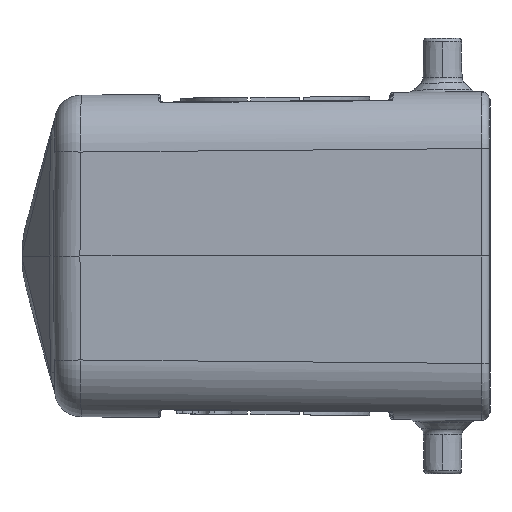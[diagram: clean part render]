
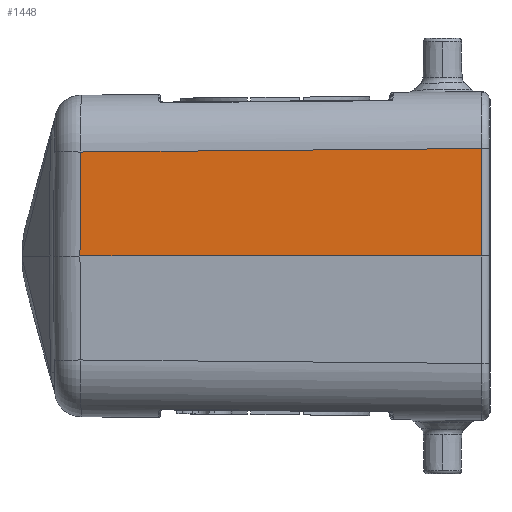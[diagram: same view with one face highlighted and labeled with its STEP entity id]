
A CAD part, left-side view. The second image highlights one B-rep face of the part: STEP entity #1448.
In plain terms, the highlighted planar face has unit normal (-1, 0.009, 0.009).
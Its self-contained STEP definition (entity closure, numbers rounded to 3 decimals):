
#819=FACE_OUTER_BOUND('',#4112,.T.);
#1448=ADVANCED_FACE('',(#819),#1844,.F.);
#1844=PLANE('',#11285);
#2707=LINE('',#20433,#3402);
#2708=LINE('',#20440,#3403);
#3402=VECTOR('',#13180,1.);
#3403=VECTOR('',#13183,1.);
#4112=EDGE_LOOP('',(#6434,#6435,#6436,#6437));
#6434=ORIENTED_EDGE('',*,*,#9650,.T.);
#6435=ORIENTED_EDGE('',*,*,#8771,.F.);
#6436=ORIENTED_EDGE('',*,*,#9649,.F.);
#6437=ORIENTED_EDGE('',*,*,#9651,.F.);
#7719=VERTEX_POINT('',#15452);
#7720=VERTEX_POINT('',#15457);
#8265=VERTEX_POINT('',#20432);
#8266=VERTEX_POINT('',#20439);
#8771=EDGE_CURVE('',#7719,#7720,#10239,.T.);
#9649=EDGE_CURVE('',#8265,#7719,#2707,.T.);
#9650=EDGE_CURVE('',#8266,#7720,#10552,.T.);
#9651=EDGE_CURVE('',#8266,#8265,#2708,.T.);
#10239=B_SPLINE_CURVE_WITH_KNOTS('',3,(#15453,#15454,#15455,#15456),
 .UNSPECIFIED.,.F.,.F.,(4,4),(0.,1.),.UNSPECIFIED.);
#10552=B_SPLINE_CURVE_WITH_KNOTS('',3,(#20435,#20436,#20437,#20438),
 .UNSPECIFIED.,.F.,.F.,(4,4),(0.,1.),.UNSPECIFIED.);
#11285=AXIS2_PLACEMENT_3D('',#20441,#13184,#13185);
#13180=DIRECTION('',(0.009,-0.009,1.));
#13183=DIRECTION('',(0.009,1.,0.));
#13184=DIRECTION('',(1.,-0.009,-0.009));
#13185=DIRECTION('',(-0.009,-1.,0.));
#15452=CARTESIAN_POINT('',(-35.915,123.412,13.6));
#15453=CARTESIAN_POINT('',(-35.915,123.412,13.6));
#15454=CARTESIAN_POINT('',(-36.066,105.943,13.752));
#15455=CARTESIAN_POINT('',(-36.217,88.473,13.904));
#15456=CARTESIAN_POINT('',(-36.369,71.003,14.057));
#15457=CARTESIAN_POINT('',(-36.369,71.003,14.057));
#20432=CARTESIAN_POINT('',(-36.033,123.531,0.));
#20433=CARTESIAN_POINT('',(-36.033,123.531,0.));
#20435=CARTESIAN_POINT('',(-36.491,71.005,0.));
#20436=CARTESIAN_POINT('',(-36.45,71.004,4.686));
#20437=CARTESIAN_POINT('',(-36.409,71.004,9.371));
#20438=CARTESIAN_POINT('',(-36.369,71.003,14.057));
#20439=CARTESIAN_POINT('',(-36.491,71.005,0.));
#20440=CARTESIAN_POINT('',(-36.491,71.005,0.));
#20441=CARTESIAN_POINT('',(-36.201,97.269,7.028));
